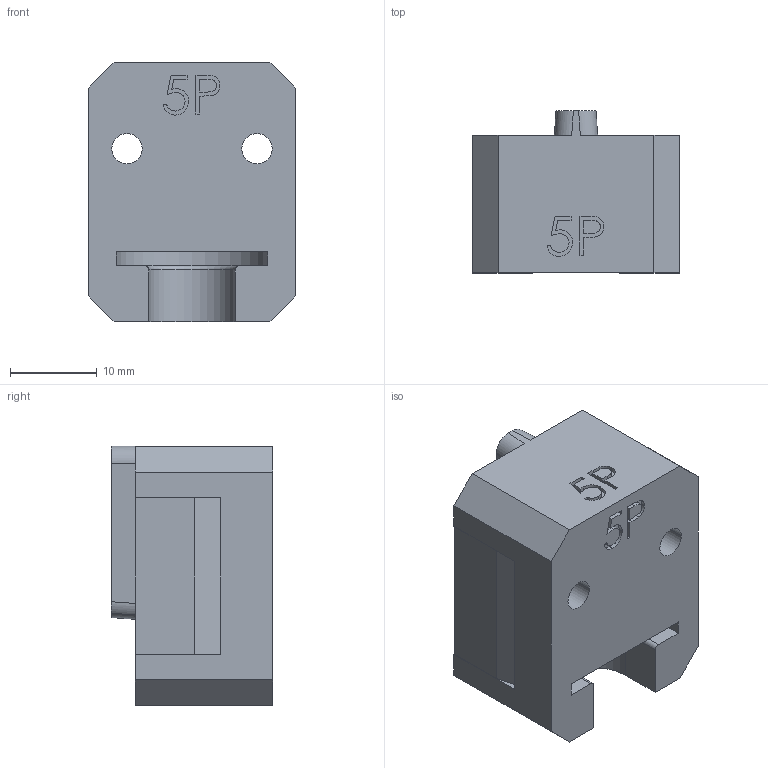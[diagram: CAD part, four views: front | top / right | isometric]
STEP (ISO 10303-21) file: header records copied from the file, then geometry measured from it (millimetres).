
FILE_DESCRIPTION (( 'STEP AP214' ), '1' );
FILE_NAME ('5mL Plastic Pusher v1.3.STEP', '2024-12-03T15:20:39', ( '' ), ( '' ), 'SwSTEP 2.0', 'SolidWorks 2024', '' );
FILE_SCHEMA (( 'AUTOMOTIVE_DESIGN' ));
Length unit declared in the file: millimetre
Products named in the file (1): 5mL Plastic Pusher v1.3
Bounding box: 24 x 18.68 x 30 mm (x, y, z)
Volume: 10125.4 mm3; surface area: 3880.5 mm2
Topology: 1 solids, 1 shells, 107 faces, 295 edges, 196 vertices
Faces by surface type: plane 64, bspline 28, cylinder 14, torus 1
Entity records: 4973 total; most frequent: CARTESIAN_POINT 2423, ORIENTED_EDGE 590, DIRECTION 404, EDGE_CURVE 295, LINE 210, VECTOR 210, VERTEX_POINT 196, EDGE_LOOP 117
